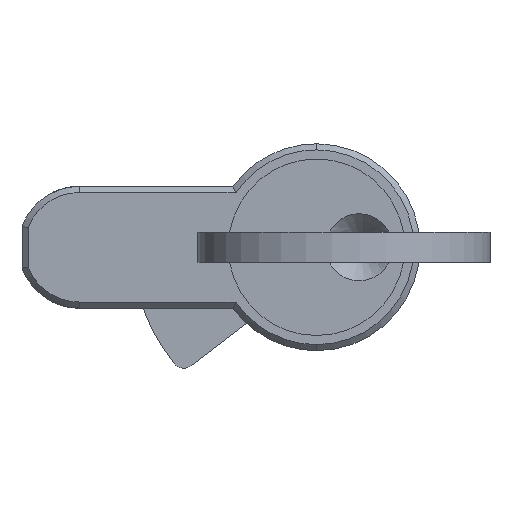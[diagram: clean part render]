
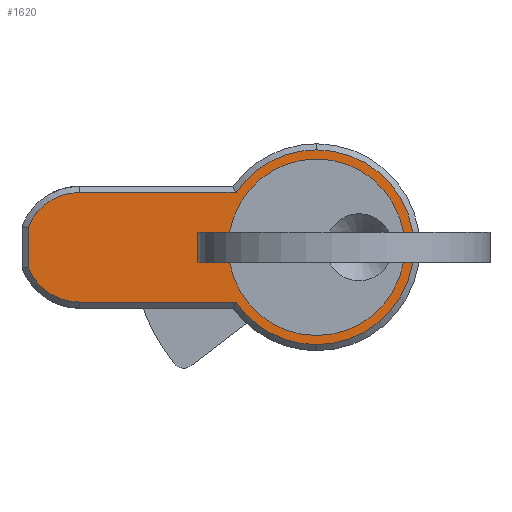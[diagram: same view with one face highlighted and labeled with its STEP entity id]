
A CAD part, left-side view. The second image highlights one B-rep face of the part: STEP entity #1620.
In plain terms, the highlighted planar face has unit normal (-1, 0, 0).
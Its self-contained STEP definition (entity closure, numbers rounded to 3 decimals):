
#10 = AXIS2_PLACEMENT_3D ( 'NONE', #441, #445, #452 ) ;
#32 = DIRECTION ( 'NONE',  ( 0., 1., 0. ) ) ;
#64 = CARTESIAN_POINT ( 'NONE',  ( 0., 0., -4.5 ) ) ;
#82 = EDGE_LOOP ( 'NONE', ( #755, #1953, #1497, #1679, #2613, #255, #3779, #1050 ) ) ;
#90 = AXIS2_PLACEMENT_3D ( 'NONE', #1635, #897, #963 ) ;
#102 = CARTESIAN_POINT ( 'NONE',  ( 0., 6.614, 4.5 ) ) ;
#103 = CARTESIAN_POINT ( 'NONE',  ( 0., 19.5, 0. ) ) ;
#255 = ORIENTED_EDGE ( 'NONE', *, *, #655, .T. ) ;
#341 = EDGE_CURVE ( 'NONE', #880, #709, #1782, .T. ) ;
#363 = CIRCLE ( 'NONE', #90, 4.5 ) ;
#411 = AXIS2_PLACEMENT_3D ( 'NONE', #1141, #857, #1372 ) ;
#427 = DIRECTION ( 'NONE',  ( 0., 0., -1. ) ) ;
#441 = CARTESIAN_POINT ( 'NONE',  ( 0., 0., 0. ) ) ;
#445 = DIRECTION ( 'NONE',  ( -1., 0., 0. ) ) ;
#446 = DIRECTION ( 'NONE',  ( -1., 0., 0. ) ) ;
#452 = DIRECTION ( 'NONE',  ( 0., 0., -1. ) ) ;
#457 = DIRECTION ( 'NONE',  ( 0., -1., 0. ) ) ;
#508 = DIRECTION ( 'NONE',  ( 0., 0., 1. ) ) ;
#513 = EDGE_CURVE ( 'NONE', #2446, #2096, #1719, .T. ) ;
#527 = VERTEX_POINT ( 'NONE', #102 ) ;
#565 = EDGE_CURVE ( 'NONE', #2096, #880, #3175, .T. ) ;
#630 = VERTEX_POINT ( 'NONE', #651 ) ;
#651 = CARTESIAN_POINT ( 'NONE',  ( 0., 23.7, 1.616 ) ) ;
#655 = EDGE_CURVE ( 'NONE', #630, #2284, #1310, .T. ) ;
#672 = CARTESIAN_POINT ( 'NONE',  ( 0., 19.5, 4.5 ) ) ;
#680 = VERTEX_POINT ( 'NONE', #1023 ) ;
#686 = VECTOR ( 'NONE', #32, 1000. ) ;
#709 = VERTEX_POINT ( 'NONE', #1451 ) ;
#755 = ORIENTED_EDGE ( 'NONE', *, *, #565, .T. ) ;
#841 = AXIS2_PLACEMENT_3D ( 'NONE', #2401, #446, #508 ) ;
#857 = DIRECTION ( 'NONE',  ( -1., 0., 0. ) ) ;
#880 = VERTEX_POINT ( 'NONE', #2879 ) ;
#890 = DIRECTION ( 'NONE',  ( 0., 0., -1. ) ) ;
#897 = DIRECTION ( 'NONE',  ( -1., 0., 0. ) ) ;
#963 = DIRECTION ( 'NONE',  ( 0., 0., -1. ) ) ;
#1023 = CARTESIAN_POINT ( 'NONE',  ( 0., 0., 7.25 ) ) ;
#1040 = CIRCLE ( 'NONE', #3738, 4.5 ) ;
#1050 = ORIENTED_EDGE ( 'NONE', *, *, #513, .T. ) ;
#1141 = CARTESIAN_POINT ( 'NONE',  ( 0., 0., 0. ) ) ;
#1310 = LINE ( 'NONE', #2970, #3921 ) ;
#1372 = DIRECTION ( 'NONE',  ( 0., 0., 1. ) ) ;
#1406 = DIRECTION ( 'NONE',  ( 1., 0., 0. ) ) ;
#1451 = CARTESIAN_POINT ( 'NONE',  ( 0., 0., 8. ) ) ;
#1497 = ORIENTED_EDGE ( 'NONE', *, *, #4080, .T. ) ;
#1534 = LINE ( 'NONE', #1917, #686 ) ;
#1588 = EDGE_CURVE ( 'NONE', #3495, #630, #363, .T. ) ;
#1589 = CARTESIAN_POINT ( 'NONE',  ( 0., 0., -7.25 ) ) ;
#1620 = ADVANCED_FACE ( 'NONE', ( #3964, #2216 ), #3103, .F. ) ;
#1635 = CARTESIAN_POINT ( 'NONE',  ( 0., 19.5, 0. ) ) ;
#1679 = ORIENTED_EDGE ( 'NONE', *, *, #3493, .T. ) ;
#1682 = ORIENTED_EDGE ( 'NONE', *, *, #2536, .F. ) ;
#1719 = LINE ( 'NONE', #64, #1828 ) ;
#1773 = DIRECTION ( 'NONE',  ( -1., 0., 0. ) ) ;
#1782 = CIRCLE ( 'NONE', #3538, 8. ) ;
#1828 = VECTOR ( 'NONE', #457, 1000. ) ;
#1887 = CIRCLE ( 'NONE', #2656, 8. ) ;
#1917 = CARTESIAN_POINT ( 'NONE',  ( 0., 0., 4.5 ) ) ;
#1953 = ORIENTED_EDGE ( 'NONE', *, *, #341, .T. ) ;
#2014 = AXIS2_PLACEMENT_3D ( 'NONE', #2991, #1406, #3360 ) ;
#2034 = CARTESIAN_POINT ( 'NONE',  ( 0., 19.5, -4.5 ) ) ;
#2096 = VERTEX_POINT ( 'NONE', #2239 ) ;
#2216 = FACE_BOUND ( 'NONE', #3274, .T. ) ;
#2239 = CARTESIAN_POINT ( 'NONE',  ( 0., 6.614, -4.5 ) ) ;
#2252 = VERTEX_POINT ( 'NONE', #1589 ) ;
#2259 = CIRCLE ( 'NONE', #841, 7.25 ) ;
#2284 = VERTEX_POINT ( 'NONE', #3547 ) ;
#2328 = DIRECTION ( 'NONE',  ( -1., 0., 0. ) ) ;
#2401 = CARTESIAN_POINT ( 'NONE',  ( 0., 0., 0. ) ) ;
#2446 = VERTEX_POINT ( 'NONE', #2034 ) ;
#2455 = CIRCLE ( 'NONE', #411, 7.25 ) ;
#2474 = EDGE_CURVE ( 'NONE', #680, #2252, #2455, .T. ) ;
#2536 = EDGE_CURVE ( 'NONE', #2252, #680, #2259, .T. ) ;
#2613 = ORIENTED_EDGE ( 'NONE', *, *, #1588, .T. ) ;
#2656 = AXIS2_PLACEMENT_3D ( 'NONE', #3630, #1773, #3956 ) ;
#2879 = CARTESIAN_POINT ( 'NONE',  ( 0., 0., -8. ) ) ;
#2970 = CARTESIAN_POINT ( 'NONE',  ( 0., 23.7, 0. ) ) ;
#2991 = CARTESIAN_POINT ( 'NONE',  ( 0., 0., 0. ) ) ;
#3103 = PLANE ( 'NONE',  #2014 ) ;
#3175 = CIRCLE ( 'NONE', #10, 8. ) ;
#3274 = EDGE_LOOP ( 'NONE', ( #3958, #1682 ) ) ;
#3360 = DIRECTION ( 'NONE',  ( 0., 0., -1. ) ) ;
#3493 = EDGE_CURVE ( 'NONE', #527, #3495, #1534, .T. ) ;
#3495 = VERTEX_POINT ( 'NONE', #672 ) ;
#3538 = AXIS2_PLACEMENT_3D ( 'NONE', #3703, #3744, #3749 ) ;
#3547 = CARTESIAN_POINT ( 'NONE',  ( 0., 23.7, -1.616 ) ) ;
#3598 = EDGE_CURVE ( 'NONE', #2284, #2446, #1040, .T. ) ;
#3630 = CARTESIAN_POINT ( 'NONE',  ( 0., 0., 0. ) ) ;
#3703 = CARTESIAN_POINT ( 'NONE',  ( 0., 0., 0. ) ) ;
#3738 = AXIS2_PLACEMENT_3D ( 'NONE', #103, #2328, #427 ) ;
#3744 = DIRECTION ( 'NONE',  ( -1., 0., 0. ) ) ;
#3749 = DIRECTION ( 'NONE',  ( 0., 0., -1. ) ) ;
#3779 = ORIENTED_EDGE ( 'NONE', *, *, #3598, .T. ) ;
#3921 = VECTOR ( 'NONE', #890, 1000. ) ;
#3956 = DIRECTION ( 'NONE',  ( 0., 0., -1. ) ) ;
#3958 = ORIENTED_EDGE ( 'NONE', *, *, #2474, .F. ) ;
#3964 = FACE_OUTER_BOUND ( 'NONE', #82, .T. ) ;
#4080 = EDGE_CURVE ( 'NONE', #709, #527, #1887, .T. ) ;
